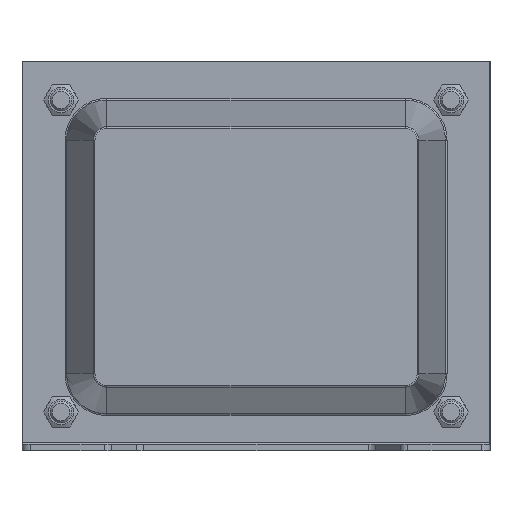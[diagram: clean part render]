
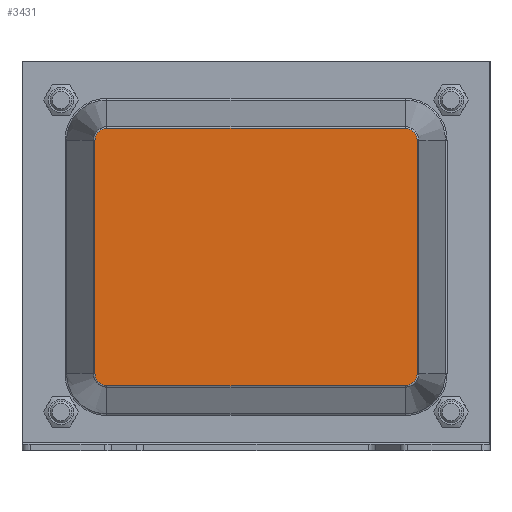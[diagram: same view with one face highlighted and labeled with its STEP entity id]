
A CAD part, front view. The second image highlights one B-rep face of the part: STEP entity #3431.
In plain terms, the highlighted face is planar.
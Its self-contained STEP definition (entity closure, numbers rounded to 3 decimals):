
#340=CIRCLE('',#3915,2.728);
#344=CIRCLE('',#3920,2.728);
#348=CIRCLE('',#3927,2.728);
#352=CIRCLE('',#3932,2.728);
#580=FACE_OUTER_BOUND('',#799,.T.);
#799=EDGE_LOOP('',(#2882,#2883,#2884,#2885,#2886,#2887,#2888,#2889));
#1064=LINE('',#5846,#1331);
#1066=LINE('',#5866,#1333);
#1069=LINE('',#5873,#1336);
#1071=LINE('',#5888,#1338);
#1331=VECTOR('',#4797,10.);
#1333=VECTOR('',#4821,10.);
#1336=VECTOR('',#4828,10.);
#1338=VECTOR('',#4848,10.);
#1611=VERTEX_POINT('',#5843);
#1612=VERTEX_POINT('',#5845);
#1615=VERTEX_POINT('',#5852);
#1616=VERTEX_POINT('',#5857);
#1619=VERTEX_POINT('',#5864);
#1620=VERTEX_POINT('',#5869);
#1623=VERTEX_POINT('',#5876);
#1624=VERTEX_POINT('',#5881);
#2031=EDGE_CURVE('',#1611,#1612,#1064,.T.);
#2035=EDGE_CURVE('',#1615,#1611,#340,.T.);
#2039=EDGE_CURVE('',#1612,#1616,#344,.T.);
#2041=EDGE_CURVE('',#1619,#1615,#1066,.T.);
#2045=EDGE_CURVE('',#1616,#1620,#1069,.T.);
#2047=EDGE_CURVE('',#1623,#1619,#348,.T.);
#2051=EDGE_CURVE('',#1620,#1624,#352,.T.);
#2053=EDGE_CURVE('',#1624,#1623,#1071,.T.);
#2882=ORIENTED_EDGE('',*,*,#2031,.F.);
#2883=ORIENTED_EDGE('',*,*,#2035,.F.);
#2884=ORIENTED_EDGE('',*,*,#2041,.F.);
#2885=ORIENTED_EDGE('',*,*,#2047,.F.);
#2886=ORIENTED_EDGE('',*,*,#2053,.F.);
#2887=ORIENTED_EDGE('',*,*,#2051,.F.);
#2888=ORIENTED_EDGE('',*,*,#2045,.F.);
#2889=ORIENTED_EDGE('',*,*,#2039,.F.);
#3101=PLANE('',#3940);
#3431=ADVANCED_FACE('',(#580),#3101,.T.);
#3915=AXIS2_PLACEMENT_3D('',#5854,#4805,#4806);
#3920=AXIS2_PLACEMENT_3D('',#5861,#4815,#4816);
#3927=AXIS2_PLACEMENT_3D('',#5878,#4833,#4834);
#3932=AXIS2_PLACEMENT_3D('',#5885,#4843,#4844);
#3940=AXIS2_PLACEMENT_3D('',#5907,#4868,#4869);
#4797=DIRECTION('',(1.,0.,0.));
#4805=DIRECTION('center_axis',(0.,-1.,0.));
#4806=DIRECTION('ref_axis',(-0.707,0.,-0.707));
#4815=DIRECTION('center_axis',(0.,-1.,0.));
#4816=DIRECTION('ref_axis',(0.707,0.,-0.707));
#4821=DIRECTION('',(0.,0.,-1.));
#4828=DIRECTION('',(0.,0.,1.));
#4833=DIRECTION('center_axis',(0.,-1.,0.));
#4834=DIRECTION('ref_axis',(-0.707,0.,0.707));
#4843=DIRECTION('center_axis',(0.,-1.,0.));
#4844=DIRECTION('ref_axis',(0.707,0.,0.707));
#4848=DIRECTION('',(-1.,0.,0.));
#4868=DIRECTION('center_axis',(0.,1.,0.));
#4869=DIRECTION('ref_axis',(0.,0.,1.));
#5843=CARTESIAN_POINT('',(-71.73,37.,16.808));
#5845=CARTESIAN_POINT('',(-17.826,37.,16.808));
#5846=CARTESIAN_POINT('',(-31.302,37.,16.808));
#5852=CARTESIAN_POINT('',(-74.458,37.,19.537));
#5854=CARTESIAN_POINT('Origin',(-71.73,37.,19.537));
#5857=CARTESIAN_POINT('',(-15.098,37.,19.537));
#5861=CARTESIAN_POINT('Origin',(-17.826,37.,19.537));
#5864=CARTESIAN_POINT('',(-74.458,37.,88.441));
#5866=CARTESIAN_POINT('',(-74.458,37.,36.763));
#5869=CARTESIAN_POINT('',(-15.098,37.,88.441));
#5873=CARTESIAN_POINT('',(-15.098,37.,71.215));
#5876=CARTESIAN_POINT('',(-71.73,37.,91.169));
#5878=CARTESIAN_POINT('Origin',(-71.73,37.,88.441));
#5881=CARTESIAN_POINT('',(-17.826,37.,91.169));
#5885=CARTESIAN_POINT('Origin',(-17.826,37.,88.441));
#5888=CARTESIAN_POINT('',(-58.254,37.,91.169));
#5907=CARTESIAN_POINT('Origin',(-44.778,37.,53.989));
